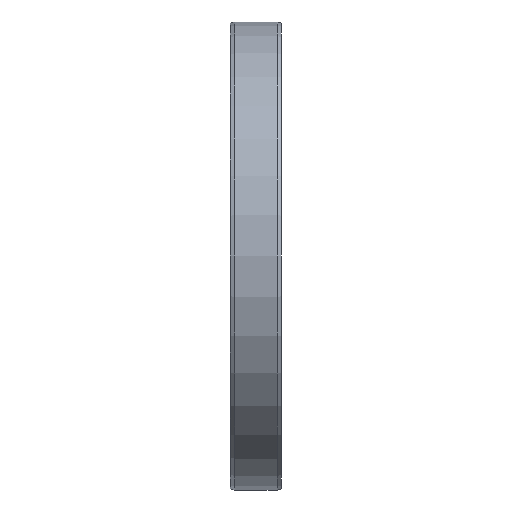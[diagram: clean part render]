
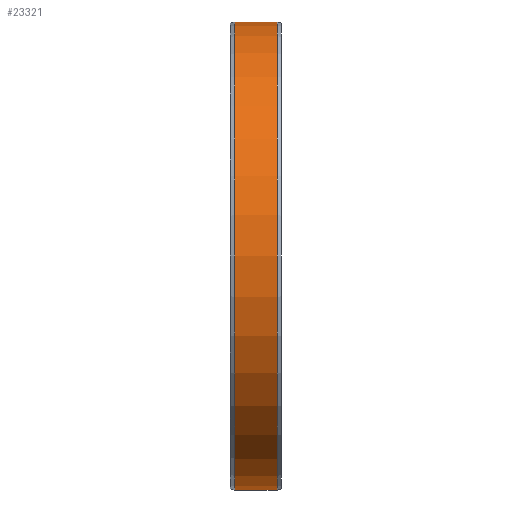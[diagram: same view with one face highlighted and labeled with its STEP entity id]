
A CAD part, left-side view. The second image highlights one B-rep face of the part: STEP entity #23321.
In plain terms, the highlighted cylindrical face has radius 55 mm (diameter 110 mm), a partial arc.
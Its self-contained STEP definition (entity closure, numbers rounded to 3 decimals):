
#22597=CARTESIAN_POINT('',(0.,-5.,0.));
#22598=DIRECTION('',(0.,1.,0.));
#22599=DIRECTION('',(0.,0.,-1.));
#22600=AXIS2_PLACEMENT_3D('',#22597,#22598,#22599);
#22605=DIRECTION('',(0.,1.,0.));
#22606=VECTOR('',#22605,10.);
#22607=CARTESIAN_POINT('',(0.,-5.,-55.));
#22608=LINE('',#22607,#22606);
#22620=DIRECTION('',(0.,1.,0.));
#22621=VECTOR('',#22620,10.);
#22622=CARTESIAN_POINT('',(0.,-5.,55.));
#22623=LINE('',#22622,#22621);
#22649=CARTESIAN_POINT('',(0.,5.,0.));
#22650=DIRECTION('',(0.,1.,0.));
#22651=DIRECTION('',(0.,0.,-1.));
#22652=AXIS2_PLACEMENT_3D('',#22649,#22650,#22651);
#22958=CARTESIAN_POINT('',(0.,-5.,-55.));
#22960=VERTEX_POINT('',#22958);
#22961=CARTESIAN_POINT('',(0.,5.,-55.));
#22962=VERTEX_POINT('',#22961);
#23002=CARTESIAN_POINT('',(0.,-5.,55.));
#23004=VERTEX_POINT('',#23002);
#23005=CARTESIAN_POINT('',(0.,5.,55.));
#23006=VERTEX_POINT('',#23005);
#23307=CARTESIAN_POINT('',(0.,-6.6,0.));
#23308=DIRECTION('',(0.,1.,0.));
#23309=DIRECTION('',(0.,0.,-1.));
#23310=AXIS2_PLACEMENT_3D('',#23307,#23308,#23309);
#23311=CYLINDRICAL_SURFACE('',#23310,55.);
#23313=ORIENTED_EDGE('',*,*,#23312,.T.);
#23315=ORIENTED_EDGE('',*,*,#23314,.T.);
#23317=ORIENTED_EDGE('',*,*,#23316,.F.);
#23318=ORIENTED_EDGE('',*,*,#23300,.F.);
#23319=EDGE_LOOP('',(#23313,#23315,#23317,#23318));
#23320=FACE_OUTER_BOUND('',#23319,.F.);
#22601=CIRCLE('',#22600,55.);
#22653=CIRCLE('',#22652,55.);
#23300=EDGE_CURVE('',#22960,#23004,#22601,.T.);
#23312=EDGE_CURVE('',#22960,#22962,#22608,.T.);
#23314=EDGE_CURVE('',#22962,#23006,#22653,.T.);
#23316=EDGE_CURVE('',#23004,#23006,#22623,.T.);
#23321=ADVANCED_FACE('',(#23320),#23311,.T.);
